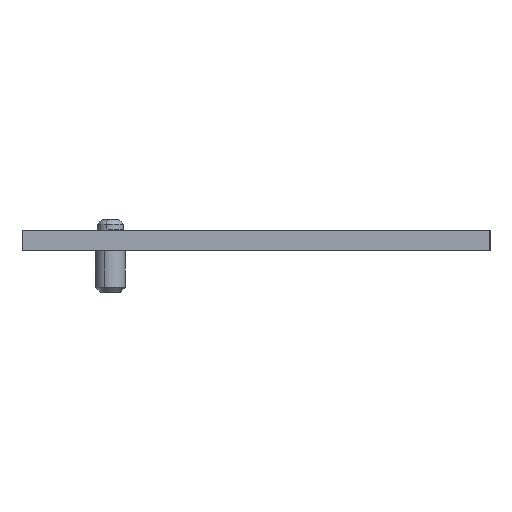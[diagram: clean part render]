
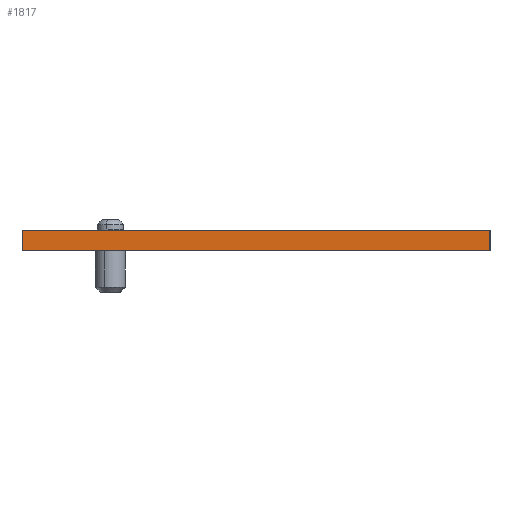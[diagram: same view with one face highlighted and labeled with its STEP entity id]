
A CAD part, left-side view. The second image highlights one B-rep face of the part: STEP entity #1817.
In plain terms, the highlighted planar face has unit normal (-1, 0, 0).
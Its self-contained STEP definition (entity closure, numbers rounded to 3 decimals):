
#8 = VERTEX_POINT ( 'NONE', #527 ) ;
#24 = PLANE ( 'NONE',  #511 ) ;
#227 = LINE ( 'NONE', #1816, #1586 ) ;
#313 = DIRECTION ( 'NONE',  ( 1., 0., 0. ) ) ;
#366 = EDGE_CURVE ( 'NONE', #8, #1095, #1522, .T. ) ;
#511 = AXIS2_PLACEMENT_3D ( 'NONE', #1136, #313, #1600 ) ;
#527 = CARTESIAN_POINT ( 'NONE',  ( -80., 45., 2. ) ) ;
#544 = CARTESIAN_POINT ( 'NONE',  ( -80., 45., 2. ) ) ;
#610 = VECTOR ( 'NONE', #1930, 1000. ) ;
#620 = LINE ( 'NONE', #930, #610 ) ;
#667 = FACE_OUTER_BOUND ( 'NONE', #1774, .T. ) ;
#705 = DIRECTION ( 'NONE',  ( 0., -1., 0. ) ) ;
#745 = VECTOR ( 'NONE', #1102, 1000. ) ;
#859 = ORIENTED_EDGE ( 'NONE', *, *, #1096, .T. ) ;
#930 = CARTESIAN_POINT ( 'NONE',  ( -80., -45., 2. ) ) ;
#1000 = EDGE_CURVE ( 'NONE', #8, #1071, #620, .T. ) ;
#1007 = VERTEX_POINT ( 'NONE', #1109 ) ;
#1038 = DIRECTION ( 'NONE',  ( 0., 0., -1. ) ) ;
#1071 = VERTEX_POINT ( 'NONE', #1182 ) ;
#1073 = CARTESIAN_POINT ( 'NONE',  ( -80., -45., 2. ) ) ;
#1095 = VERTEX_POINT ( 'NONE', #1828 ) ;
#1096 = EDGE_CURVE ( 'NONE', #1095, #1007, #227, .T. ) ;
#1102 = DIRECTION ( 'NONE',  ( 0., 0., -1. ) ) ;
#1109 = CARTESIAN_POINT ( 'NONE',  ( -80., -45., -2. ) ) ;
#1136 = CARTESIAN_POINT ( 'NONE',  ( -80., -45., 2. ) ) ;
#1182 = CARTESIAN_POINT ( 'NONE',  ( -80., -45., 2. ) ) ;
#1234 = LINE ( 'NONE', #1073, #745 ) ;
#1254 = VECTOR ( 'NONE', #1038, 1000. ) ;
#1522 = LINE ( 'NONE', #544, #1254 ) ;
#1586 = VECTOR ( 'NONE', #705, 1000. ) ;
#1600 = DIRECTION ( 'NONE',  ( 0., 0., -1. ) ) ;
#1772 = ORIENTED_EDGE ( 'NONE', *, *, #1000, .F. ) ;
#1774 = EDGE_LOOP ( 'NONE', ( #859, #1893, #1772, #1795 ) ) ;
#1795 = ORIENTED_EDGE ( 'NONE', *, *, #366, .T. ) ;
#1806 = EDGE_CURVE ( 'NONE', #1071, #1007, #1234, .T. ) ;
#1816 = CARTESIAN_POINT ( 'NONE',  ( -80., -45., -2. ) ) ;
#1817 = ADVANCED_FACE ( 'NONE', ( #667 ), #24, .F. ) ;
#1828 = CARTESIAN_POINT ( 'NONE',  ( -80., 45., -2. ) ) ;
#1893 = ORIENTED_EDGE ( 'NONE', *, *, #1806, .F. ) ;
#1930 = DIRECTION ( 'NONE',  ( 0., -1., 0. ) ) ;
